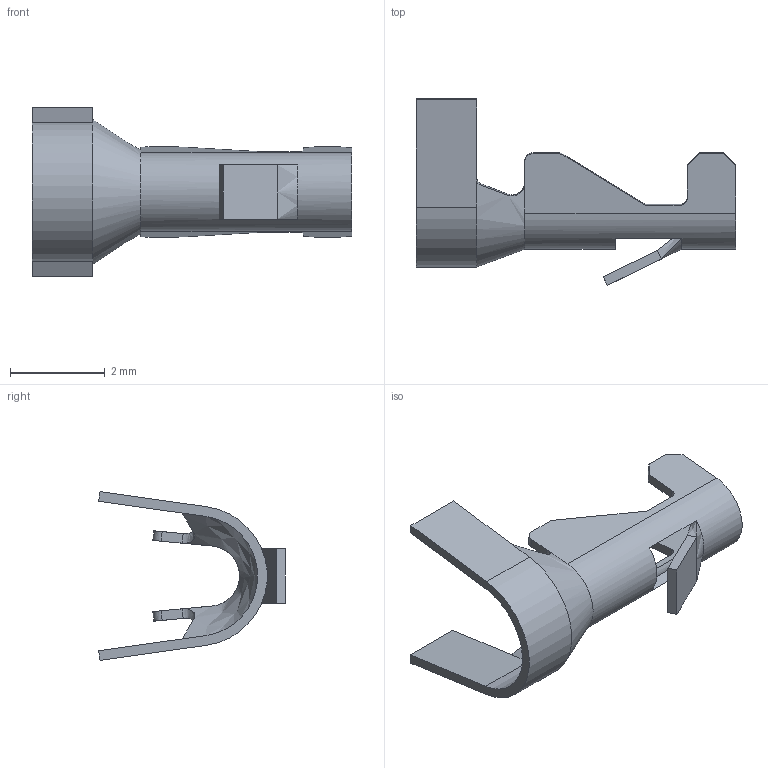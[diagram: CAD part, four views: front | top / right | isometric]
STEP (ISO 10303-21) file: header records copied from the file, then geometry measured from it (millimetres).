
FILE_DESCRIPTION (( 'STEP AP203' ), '1' );
FILE_NAME ('09627.STEP', '2015-02-23T14:44:01', ( '' ), ( '' ), 'SwSTEP 2.0', 'SolidWorks 2014', '' );
FILE_SCHEMA (( 'CONFIG_CONTROL_DESIGN' ));
Length unit declared in the file: inch
Products named in the file (1): 09627
Bounding box: 6.73 x 3.94 x 3.56 mm (x, y, z)
Volume: 6.5 mm3; surface area: 73.6 mm2
Topology: 1 solids, 1 shells, 64 faces, 181 edges, 119 vertices
Faces by surface type: plane 38, bspline 14, cylinder 12
Entity records: 2555 total; most frequent: CARTESIAN_POINT 900, ORIENTED_EDGE 362, DIRECTION 276, EDGE_CURVE 181, VECTOR 122, LINE 122, VERTEX_POINT 119, AXIS2_PLACEMENT_3D 77
